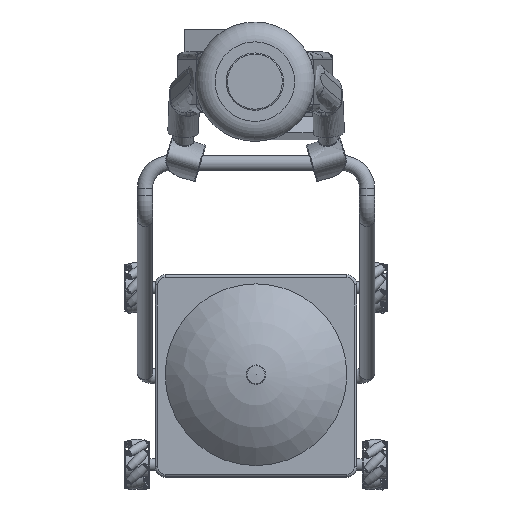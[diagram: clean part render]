
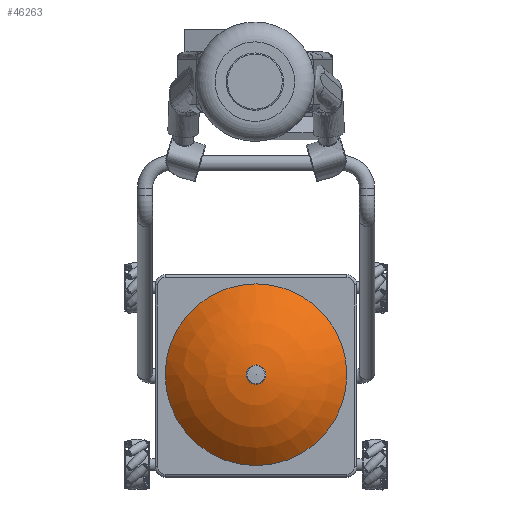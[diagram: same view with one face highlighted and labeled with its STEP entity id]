
A CAD part, top view. The second image highlights one B-rep face of the part: STEP entity #46263.
In plain terms, the highlighted spherical face has radius 250 mm.
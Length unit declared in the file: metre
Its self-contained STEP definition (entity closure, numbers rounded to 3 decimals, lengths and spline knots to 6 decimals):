
#54=SPHERICAL_SURFACE('',#49993,0.25);
#11852=ORIENTED_EDGE('',*,*,#25655,.F.);
#11853=ORIENTED_EDGE('',*,*,#25656,.F.);
#25655=EDGE_CURVE('',#32633,#32633,#36736,.T.);
#25656=EDGE_CURVE('',#32634,#32634,#36737,.F.);
#32633=VERTEX_POINT('',#78731);
#32634=VERTEX_POINT('',#78733);
#36736=CIRCLE('',#49994,0.18);
#36737=CIRCLE('',#49995,0.015);
#39393=EDGE_LOOP('',(#11852));
#39394=EDGE_LOOP('',(#11853));
#42847=FACE_BOUND('',#39393,.T.);
#42848=FACE_BOUND('',#39394,.T.);
#46263=ADVANCED_FACE('',(#42847,#42848),#54,.T.);
#49993=AXIS2_PLACEMENT_3D('',#78729,#55452,#55453);
#49994=AXIS2_PLACEMENT_3D('',#78730,#55454,#55455);
#49995=AXIS2_PLACEMENT_3D('',#78732,#55456,#55457);
#55452=DIRECTION('',(0.,0.,-1.));
#55453=DIRECTION('',(1.,0.,0.));
#55454=DIRECTION('',(0.,0.,-1.));
#55455=DIRECTION('',(-1.,0.,0.));
#55456=DIRECTION('',(0.,0.,-1.));
#55457=DIRECTION('',(-1.,0.,0.));
#78729=CARTESIAN_POINT('',(0.,0.,1.526506));
#78730=CARTESIAN_POINT('',(0.,0.,1.7));
#78731=CARTESIAN_POINT('',(-0.18,0.,1.7));
#78732=CARTESIAN_POINT('',(0.,0.,1.776056));
#78733=CARTESIAN_POINT('',(-0.015,0.,1.776056));
